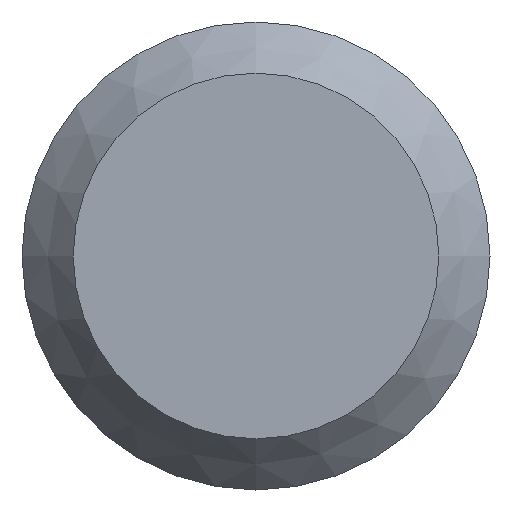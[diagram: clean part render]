
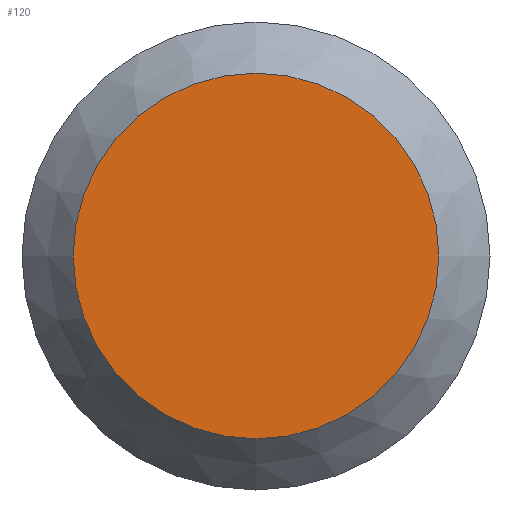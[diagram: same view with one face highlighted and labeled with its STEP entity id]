
A CAD part, front view. The second image highlights one B-rep face of the part: STEP entity #120.
In plain terms, the highlighted planar face has unit normal (0, -1, 0).
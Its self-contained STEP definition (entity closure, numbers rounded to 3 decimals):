
#46 = CYLINDRICAL_SURFACE('',#47,12.5);
#47 = AXIS2_PLACEMENT_3D('',#48,#49,#50);
#48 = CARTESIAN_POINT('',(0.,9.,0.));
#49 = DIRECTION('',(-0.,-1.,-0.));
#50 = DIRECTION('',(1.,-0.,0.));
#71 = VERTEX_POINT('',#72);
#72 = CARTESIAN_POINT('',(12.5,0.,0.));
#93 = EDGE_CURVE('',#71,#71,#94,.T.);
#94 = SURFACE_CURVE('',#95,(#100,#107),.PCURVE_S1.);
#95 = CIRCLE('',#96,12.5);
#96 = AXIS2_PLACEMENT_3D('',#97,#98,#99);
#97 = CARTESIAN_POINT('',(0.,0.,0.));
#98 = DIRECTION('',(-0.,-1.,0.));
#99 = DIRECTION('',(1.,-0.,0.));
#100 = PCURVE('',#46,#101);
#101 = DEFINITIONAL_REPRESENTATION('',(#102),#106);
#102 = LINE('',#103,#104);
#103 = CARTESIAN_POINT('',(0.,9.));
#104 = VECTOR('',#105,1.);
#105 = DIRECTION('',(1.,0.));
#106 = ( GEOMETRIC_REPRESENTATION_CONTEXT(2) 
PARAMETRIC_REPRESENTATION_CONTEXT() REPRESENTATION_CONTEXT('2D SPACE',''
  ) );
#107 = PCURVE('',#108,#113);
#108 = PLANE('',#109);
#109 = AXIS2_PLACEMENT_3D('',#110,#111,#112);
#110 = CARTESIAN_POINT('',(0.,0.,0.));
#111 = DIRECTION('',(-0.,-1.,-0.));
#112 = DIRECTION('',(1.,-0.,0.));
#113 = DEFINITIONAL_REPRESENTATION('',(#114),#118);
#114 = CIRCLE('',#115,12.5);
#115 = AXIS2_PLACEMENT_2D('',#116,#117);
#116 = CARTESIAN_POINT('',(0.,0.));
#117 = DIRECTION('',(1.,0.));
#118 = ( GEOMETRIC_REPRESENTATION_CONTEXT(2) 
PARAMETRIC_REPRESENTATION_CONTEXT() REPRESENTATION_CONTEXT('2D SPACE',''
  ) );
#120 = ADVANCED_FACE('',(#121),#108,.T.);
#121 = FACE_BOUND('',#122,.T.);
#122 = EDGE_LOOP('',(#123));
#123 = ORIENTED_EDGE('',*,*,#93,.T.);
